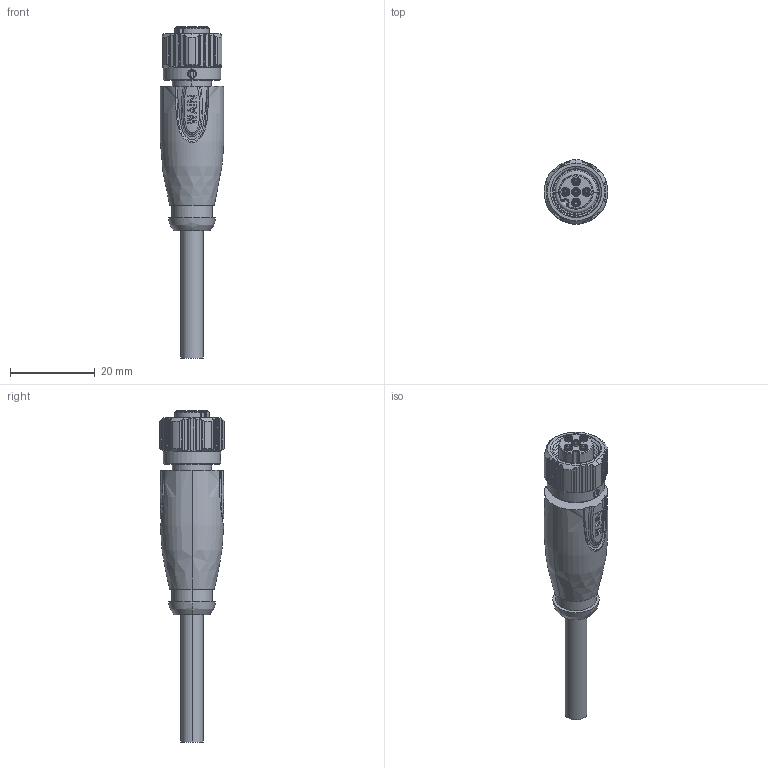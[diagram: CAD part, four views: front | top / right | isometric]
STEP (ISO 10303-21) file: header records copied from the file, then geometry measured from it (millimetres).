
FILE_DESCRIPTION((''),'2;1');
FILE_NAME('M12-F05A-T-XX-SH_SW0001','2023-12-01T',('yp.zhu'),(''),'PRO/ENGINEER BY PARAMETRIC TECHNOLOGY CORPORATION, 2012480','PRO/ENGINEER BY PARAMETRIC TECHNOLOGY CORPORATION, 2012480','');
FILE_SCHEMA(('CONFIG_CONTROL_DESIGN'));
Length unit declared in the file: inch
Products named in the file (1): M12-F05A-T-XX-SH_SW0001
Bounding box: 15 x 15.2 x 78.2 mm (x, y, z)
Volume: 6888.3 mm3; surface area: 4493 mm2
Topology: 1 solids, 1 shells, 623 faces, 1732 edges, 1107 vertices
Faces by surface type: plane 283, cylinder 224, cone 53, bspline 25, torus 16, revolution 16, extrusion 4, sphere 2
Entity records: 28297 total; most frequent: CARTESIAN_POINT 13055, ORIENTED_EDGE 3436, DIRECTION 2899, EDGE_CURVE 1718, AXIS2_PLACEMENT_3D 1147, VERTEX_POINT 1107, EDGE_LOOP 657, FACE_OUTER_BOUND 623
